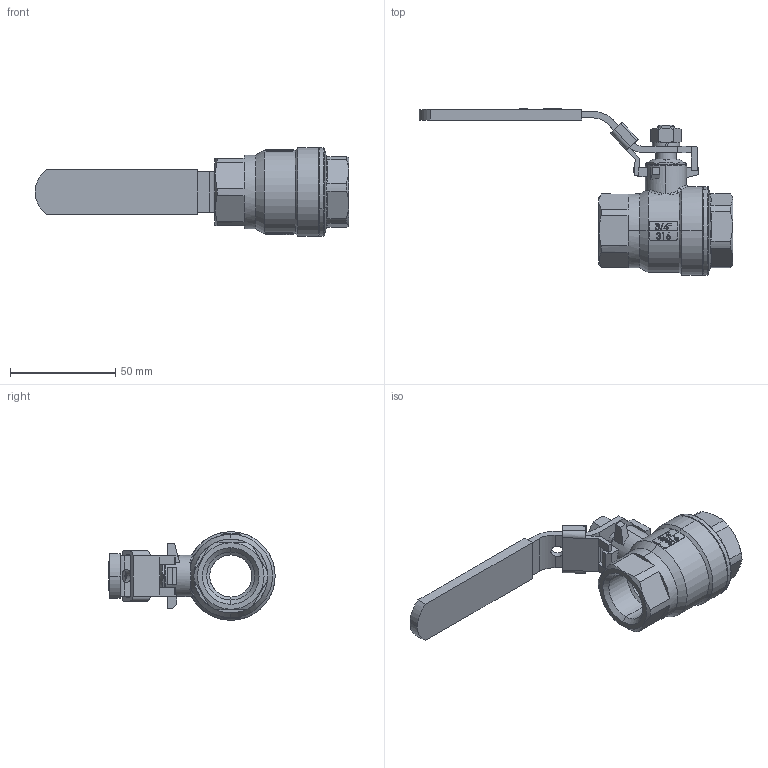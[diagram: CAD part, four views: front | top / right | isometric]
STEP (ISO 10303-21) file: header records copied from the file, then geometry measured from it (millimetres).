
FILE_DESCRIPTION (( 'STEP AP214' ), '1' );
FILE_NAME ('MV-25-ZPT-DN20.STEP', '2018-12-08T06:11:37', ( 'Lenovo' ), ( 'China' ), 'SwSTEP 2.0', 'SolidWorks 2010', '' );
FILE_SCHEMA (( 'AUTOMOTIVE_DESIGN' ));
Length unit declared in the file: millimetre
Products named in the file (15): MV-25-ZPT-DN20; MV-25-M-DN20; MV-25-Q-DN20; MV-25-FZ-DN20; MV-25-T(J)-DN20; MV-25-ZT-DN20; MV-25-FG-DN20; MV-25-G(J)-DN20; MV-25-S-DN20; MV-25-Y-DN20; MV-25-TL-DN20; MV-25-KZ-DN20; MV-25-LM-DN20; MV-25-TD-DN20; MV-25-ST-DN20
Assembly tree (15 placements, depth 2):
  MV-25-ZPT-DN20
    MV-25-Q-DN20
    MV-25-TD-DN20
    MV-25-KZ-DN20
    MV-25-Y-DN20
    MV-25-ST-DN20
    MV-25-FZ-DN20  x2
    MV-25-S-DN20
    MV-25-M-DN20
    MV-25-TL-DN20
    MV-25-T(J)-DN20
    MV-25-LM-DN20
    MV-25-ZT-DN20
    MV-25-G(J)-DN20
    MV-25-FG-DN20
Bounding box: 148.7 x 78.8 x 42 mm (x, y, z)
Volume: 63152.1 mm3; surface area: 45848.4 mm2
Topology: 15 solids, 15 shells, 614 faces, 1568 edges, 1021 vertices
Faces by surface type: plane 248, cylinder 144, bspline 138, cone 74, torus 8, sphere 2
Entity records: 45057 total; most frequent: CARTESIAN_POINT 30058, ORIENTED_EDGE 3068, DIRECTION 2329, EDGE_CURVE 1534, VERTEX_POINT 1002, AXIS2_PLACEMENT_3D 844, EDGE_LOOP 664, LINE 641
